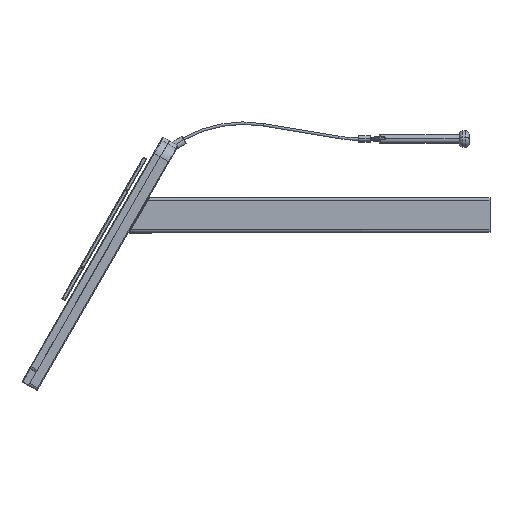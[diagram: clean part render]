
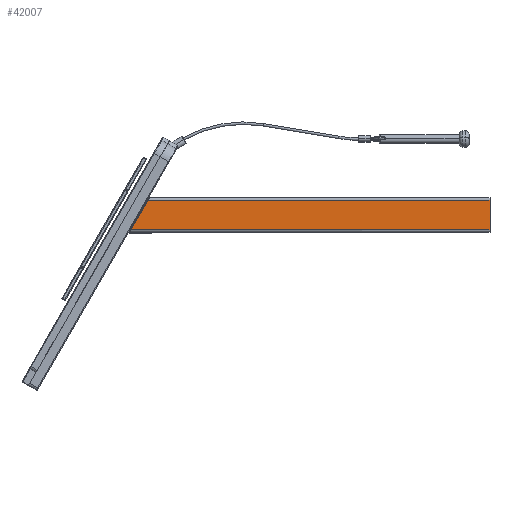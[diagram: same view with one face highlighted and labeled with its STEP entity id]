
A CAD part, left-side view. The second image highlights one B-rep face of the part: STEP entity #42007.
In plain terms, the highlighted planar face has unit normal (-1, 0, 0).
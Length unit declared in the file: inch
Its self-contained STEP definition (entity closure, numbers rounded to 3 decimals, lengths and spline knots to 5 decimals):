
#2300 = VECTOR ( 'NONE', #8235, 39.37008 ) ;
#3493 = CARTESIAN_POINT ( 'NONE',  ( -1.71875, 36.08337, -1.46875 ) ) ;
#4496 = EDGE_LOOP ( 'NONE', ( #25970, #4974, #35147, #7804 ) ) ;
#4974 = ORIENTED_EDGE ( 'NONE', *, *, #34421, .T. ) ;
#5411 = VERTEX_POINT ( 'NONE', #27606 ) ;
#7072 = CARTESIAN_POINT ( 'NONE',  ( -1.71875, 36.08337, 1.46875 ) ) ;
#7804 = ORIENTED_EDGE ( 'NONE', *, *, #13384, .T. ) ;
#8235 = DIRECTION ( 'NONE',  ( 0., 0., 1. ) ) ;
#8705 = CARTESIAN_POINT ( 'NONE',  ( -1.71875, 36.08337, 1.71875 ) ) ;
#9052 = VECTOR ( 'NONE', #10098, 39.37008 ) ;
#10098 = DIRECTION ( 'NONE',  ( 0., 0.5, -0.866 ) ) ;
#12443 = CARTESIAN_POINT ( 'NONE',  ( -1.71875, 72., 1.71875 ) ) ;
#13384 = EDGE_CURVE ( 'NONE', #23102, #5411, #43366, .T. ) ;
#18315 = CARTESIAN_POINT ( 'NONE',  ( -1.71875, 72., -1.71875 ) ) ;
#18757 = AXIS2_PLACEMENT_3D ( 'NONE', #12443, #23534, #37444 ) ;
#20251 = CARTESIAN_POINT ( 'NONE',  ( -1.71875, 72., -1.46875 ) ) ;
#21542 = DIRECTION ( 'NONE',  ( 0., 1., 0. ) ) ;
#22191 = EDGE_CURVE ( 'NONE', #25111, #23102, #43733, .T. ) ;
#23102 = VERTEX_POINT ( 'NONE', #30853 ) ;
#23534 = DIRECTION ( 'NONE',  ( 1., 0., 0. ) ) ;
#25111 = VERTEX_POINT ( 'NONE', #7072 ) ;
#25970 = ORIENTED_EDGE ( 'NONE', *, *, #43652, .T. ) ;
#27606 = CARTESIAN_POINT ( 'NONE',  ( -1.71875, 71.85566, -1.46875 ) ) ;
#30853 = CARTESIAN_POINT ( 'NONE',  ( -1.71875, 70.1597, 1.46875 ) ) ;
#34421 = EDGE_CURVE ( 'NONE', #41391, #25111, #40593, .T. ) ;
#34659 = DIRECTION ( 'NONE',  ( 0., -1., 0. ) ) ;
#35147 = ORIENTED_EDGE ( 'NONE', *, *, #22191, .T. ) ;
#37444 = DIRECTION ( 'NONE',  ( 0., 0., -1. ) ) ;
#38197 = LINE ( 'NONE', #20251, #45186 ) ;
#39720 = CARTESIAN_POINT ( 'NONE',  ( -1.71875, 72., 1.46875 ) ) ;
#40593 = LINE ( 'NONE', #8705, #2300 ) ;
#41266 = VECTOR ( 'NONE', #21542, 39.37008 ) ;
#41391 = VERTEX_POINT ( 'NONE', #3493 ) ;
#41949 = FACE_OUTER_BOUND ( 'NONE', #4496, .T. ) ;
#42007 = ADVANCED_FACE ( 'NONE', ( #41949 ), #44799, .F. ) ;
#43366 = LINE ( 'NONE', #18315, #9052 ) ;
#43652 = EDGE_CURVE ( 'NONE', #5411, #41391, #38197, .T. ) ;
#43733 = LINE ( 'NONE', #39720, #41266 ) ;
#44799 = PLANE ( 'NONE',  #18757 ) ;
#45186 = VECTOR ( 'NONE', #34659, 39.37008 ) ;
